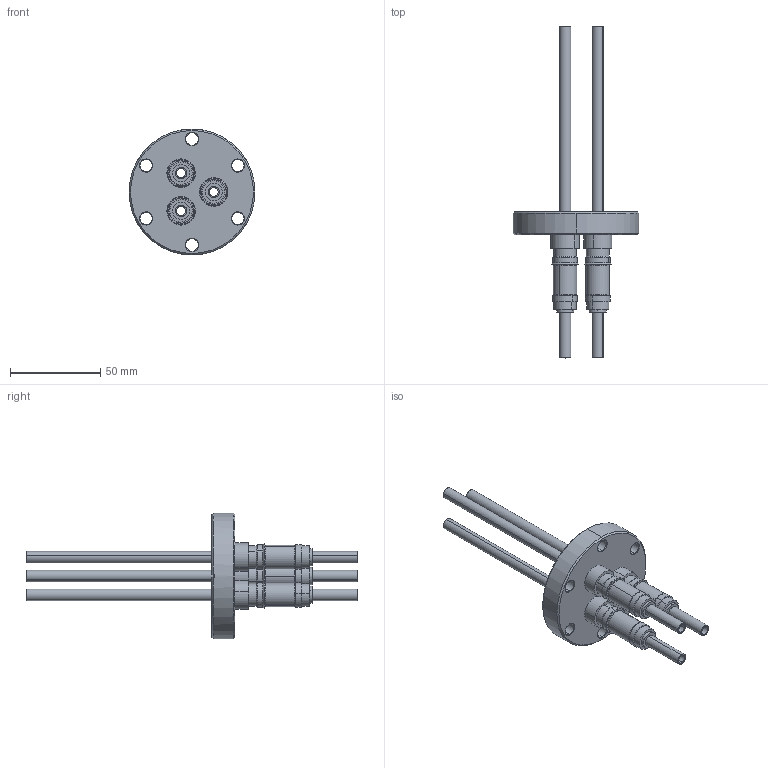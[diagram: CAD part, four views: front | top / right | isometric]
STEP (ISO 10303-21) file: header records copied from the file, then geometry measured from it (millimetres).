
FILE_DESCRIPTION (( 'STEP AP203' ), '1' );
FILE_NAME ('A0064-2-CF.STEP', '2019-10-23T14:57:46', ( '' ), ( '' ), 'SwSTEP 2.0', 'SolidWorks 2019', '' );
FILE_SCHEMA (( 'CONFIG_CONTROL_DESIGN' ));
Length unit declared in the file: inch
Products named in the file (1): A0064-2-CF
Bounding box: 69.85 x 184.15 x 69.85 mm (x, y, z)
Volume: 59859.2 mm3; surface area: 41308.4 mm2
Topology: 1 solids, 4 shells, 236 faces, 506 edges, 317 vertices
Faces by surface type: cylinder 126, plane 55, cone 49, torus 6
Entity records: 6600 total; most frequent: DIRECTION 1289, CARTESIAN_POINT 1072, ORIENTED_EDGE 1012, AXIS2_PLACEMENT_3D 550, EDGE_CURVE 506, VERTEX_POINT 317, CIRCLE 313, EDGE_LOOP 299
